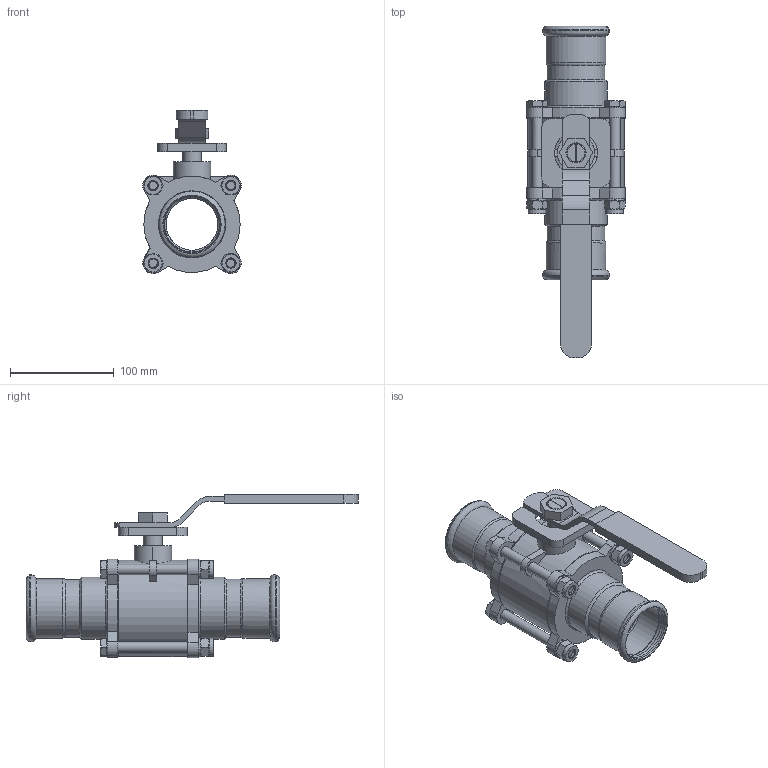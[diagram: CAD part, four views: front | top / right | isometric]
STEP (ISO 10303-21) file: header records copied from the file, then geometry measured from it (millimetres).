
FILE_DESCRIPTION(/* description */ ('Valvola a Sfera 3 Pz dn54'),/* implementation_level */ '2;1');
FILE_NAME(/* name */ '195054003_Inoxpres.stp',/* time_stamp */ '2022-10-12T15:08:34+02:00',/* author */ ('Vault'),/* organization */ ('Raccorderie metalliche s.p.a. '),/* preprocessor_version */ 'ST-DEVELOPER v18.1',/* originating_system */ 'Autodesk Inventor 2020',/* authorisation */ 'Raccorderie metalliche s.p.a. ');
FILE_SCHEMA (('AUTOMOTIVE_DESIGN { 1 0 10303 214 3 1 1 }'));
Length unit declared in the file: millimetre
Products named in the file (1): 195054003_Inoxpres
Bounding box: 95.1 x 320.5 x 157.55 mm (x, y, z)
Volume: 672545.8 mm3; surface area: 162974.5 mm2
Topology: 1 solids, 2 shells, 388 faces, 1008 edges, 646 vertices
Faces by surface type: plane 178, cylinder 96, cone 96, torus 18
Full cylindrical faces by diameter (mm): 8.376 x3, 10 x4, 11 x10, 15.6 x4, 17 x4, 18 x3, 18.5 x3, 41.5 x1, 50 x3, 53 x2, 54.5 x2, 54.7 x4, 56 x2, 57.5 x2, 60.3 x2, 93 x1
Entity records: 12131 total; most frequent: CARTESIAN_POINT 2611, DIRECTION 2063, ORIENTED_EDGE 2016, EDGE_CURVE 1008, AXIS2_PLACEMENT_3D 835, VERTEX_POINT 646, EDGE_LOOP 440, CIRCLE 432
